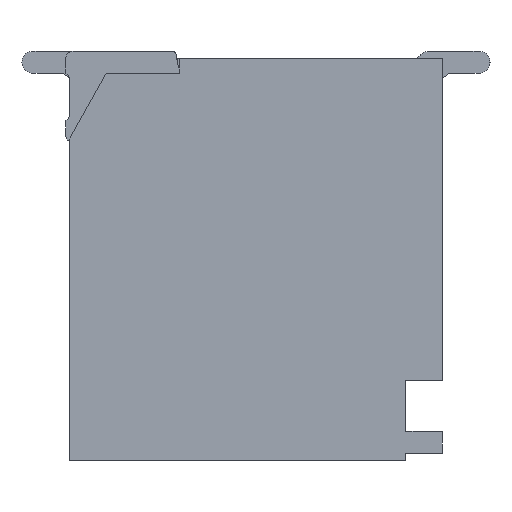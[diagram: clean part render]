
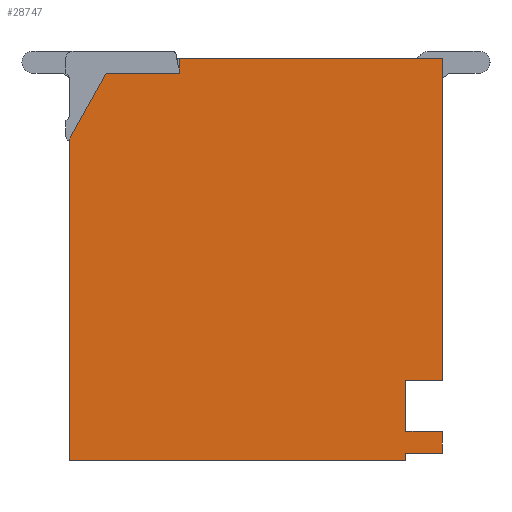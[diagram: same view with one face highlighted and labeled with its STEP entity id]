
A CAD part, left-side view. The second image highlights one B-rep face of the part: STEP entity #28747.
In plain terms, the highlighted planar face has unit normal (-1, 0, 0).
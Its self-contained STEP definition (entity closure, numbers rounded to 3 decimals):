
#814=DIRECTION('',(0.,-1.,0.));
#815=VECTOR('',#814,3.6);
#816=CARTESIAN_POINT('',(-11.55,3.6,2.75));
#817=LINE('',#816,#815);
#3906=DIRECTION('',(0.,0.,1.));
#3907=VECTOR('',#3906,4.4);
#3908=CARTESIAN_POINT('',(-11.55,5.1,-2.75));
#3909=LINE('',#3908,#3907);
#4008=DIRECTION('',(0.,0.,1.));
#4009=VECTOR('',#4008,0.2);
#4010=CARTESIAN_POINT('',(-11.55,3.6,2.55));
#4011=LINE('',#4010,#4009);
#4016=DIRECTION('',(0.,0.486,-0.874));
#4017=VECTOR('',#4016,1.03);
#4018=CARTESIAN_POINT('',(-11.55,4.6,2.55));
#4019=LINE('',#4018,#4017);
#4020=DIRECTION('',(0.,0.,1.));
#4021=VECTOR('',#4020,4.4);
#4022=CARTESIAN_POINT('',(-11.55,0.,-1.65));
#4023=LINE('',#4022,#4021);
#4024=DIRECTION('',(0.,0.,1.));
#4025=VECTOR('',#4024,0.7);
#4026=CARTESIAN_POINT('',(-11.55,0.5,-2.35));
#4027=LINE('',#4026,#4025);
#4028=DIRECTION('',(0.,0.,1.));
#4029=VECTOR('',#4028,0.3);
#4030=CARTESIAN_POINT('',(-11.55,0.,-2.65));
#4031=LINE('',#4030,#4029);
#4032=DIRECTION('',(0.,-1.,0.));
#4033=VECTOR('',#4032,0.5);
#4034=CARTESIAN_POINT('',(-11.55,0.5,-2.65));
#4035=LINE('',#4034,#4033);
#4036=DIRECTION('',(0.,0.,1.));
#4037=VECTOR('',#4036,0.1);
#4038=CARTESIAN_POINT('',(-11.55,0.5,-2.75));
#4039=LINE('',#4038,#4037);
#4166=DIRECTION('',(0.,1.,0.));
#4167=VECTOR('',#4166,1.);
#4168=CARTESIAN_POINT('',(-11.55,3.6,2.55));
#4169=LINE('',#4168,#4167);
#4226=DIRECTION('',(0.,-1.,0.));
#4227=VECTOR('',#4226,0.5);
#4228=CARTESIAN_POINT('',(-11.55,0.5,-1.65));
#4229=LINE('',#4228,#4227);
#15823=DIRECTION('',(0.,1.,0.));
#15824=VECTOR('',#15823,0.5);
#15825=CARTESIAN_POINT('',(-11.55,0.,-2.35));
#15826=LINE('',#15825,#15824);
#16227=DIRECTION('',(0.,1.,0.));
#16228=VECTOR('',#16227,4.6);
#16229=CARTESIAN_POINT('',(-11.55,0.5,-2.75));
#16230=LINE('',#16229,#16228);
#19309=CARTESIAN_POINT('',(-11.55,0.,-2.65));
#19311=VERTEX_POINT('',#19309);
#19315=CARTESIAN_POINT('',(-11.55,0.,-2.35));
#19316=VERTEX_POINT('',#19315);
#19321=CARTESIAN_POINT('',(-11.55,0.,2.75));
#19322=VERTEX_POINT('',#19321);
#19323=CARTESIAN_POINT('',(-11.55,0.,-1.65));
#19324=VERTEX_POINT('',#19323);
#19517=CARTESIAN_POINT('',(-11.55,0.5,-2.65));
#19518=VERTEX_POINT('',#19517);
#19531=CARTESIAN_POINT('',(-11.55,0.5,-2.75));
#19532=VERTEX_POINT('',#19531);
#19545=CARTESIAN_POINT('',(-11.55,0.5,-2.35));
#19546=VERTEX_POINT('',#19545);
#19547=CARTESIAN_POINT('',(-11.55,0.5,-1.65));
#19548=VERTEX_POINT('',#19547);
#19581=CARTESIAN_POINT('',(-11.55,4.6,2.55));
#19582=CARTESIAN_POINT('',(-11.55,5.1,1.65));
#19583=VERTEX_POINT('',#19581);
#19584=VERTEX_POINT('',#19582);
#19585=CARTESIAN_POINT('',(-11.55,3.6,2.55));
#19586=VERTEX_POINT('',#19585);
#19587=CARTESIAN_POINT('',(-11.55,3.6,2.75));
#19588=VERTEX_POINT('',#19587);
#19589=CARTESIAN_POINT('',(-11.55,5.1,-2.75));
#19590=VERTEX_POINT('',#19589);
#28718=CARTESIAN_POINT('',(-11.55,2.55,0.));
#28719=DIRECTION('',(1.,0.,0.));
#28720=DIRECTION('',(0.,0.,1.));
#28721=AXIS2_PLACEMENT_3D('',#28718,#28719,#28720);
#28722=PLANE('',#28721);
#28724=ORIENTED_EDGE('',*,*,#28723,.F.);
#28726=ORIENTED_EDGE('',*,*,#28725,.F.);
#28727=ORIENTED_EDGE('',*,*,#28709,.T.);
#28728=ORIENTED_EDGE('',*,*,#23677,.T.);
#28729=ORIENTED_EDGE('',*,*,#24772,.F.);
#28731=ORIENTED_EDGE('',*,*,#28730,.F.);
#28733=ORIENTED_EDGE('',*,*,#28732,.F.);
#28735=ORIENTED_EDGE('',*,*,#28734,.F.);
#28737=ORIENTED_EDGE('',*,*,#28736,.F.);
#28739=ORIENTED_EDGE('',*,*,#28738,.F.);
#28741=ORIENTED_EDGE('',*,*,#28740,.F.);
#28743=ORIENTED_EDGE('',*,*,#28742,.T.);
#28744=ORIENTED_EDGE('',*,*,#28545,.T.);
#28745=EDGE_LOOP('',(#28724,#28726,#28727,#28728,#28729,#28731,#28733,#28735,
#28737,#28739,#28741,#28743,#28744));
#28746=FACE_OUTER_BOUND('',#28745,.F.);
#23677=EDGE_CURVE('',#19588,#19322,#817,.T.);
#24772=EDGE_CURVE('',#19324,#19322,#4023,.T.);
#28545=EDGE_CURVE('',#19590,#19584,#3909,.T.);
#28709=EDGE_CURVE('',#19586,#19588,#4011,.T.);
#28723=EDGE_CURVE('',#19583,#19584,#4019,.T.);
#28725=EDGE_CURVE('',#19586,#19583,#4169,.T.);
#28730=EDGE_CURVE('',#19548,#19324,#4229,.T.);
#28732=EDGE_CURVE('',#19546,#19548,#4027,.T.);
#28734=EDGE_CURVE('',#19316,#19546,#15826,.T.);
#28736=EDGE_CURVE('',#19311,#19316,#4031,.T.);
#28738=EDGE_CURVE('',#19518,#19311,#4035,.T.);
#28740=EDGE_CURVE('',#19532,#19518,#4039,.T.);
#28742=EDGE_CURVE('',#19532,#19590,#16230,.T.);
#28747=ADVANCED_FACE('',(#28746),#28722,.F.);
